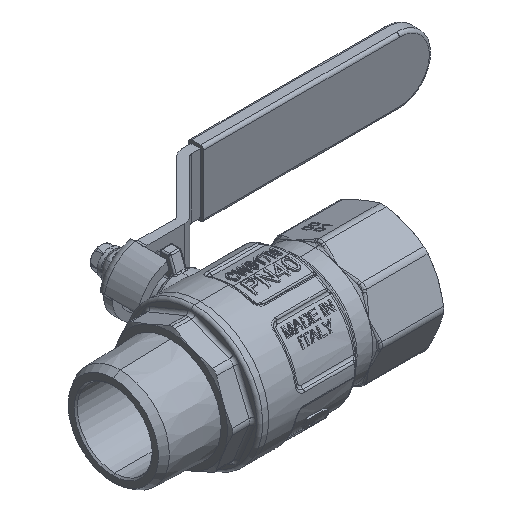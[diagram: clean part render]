
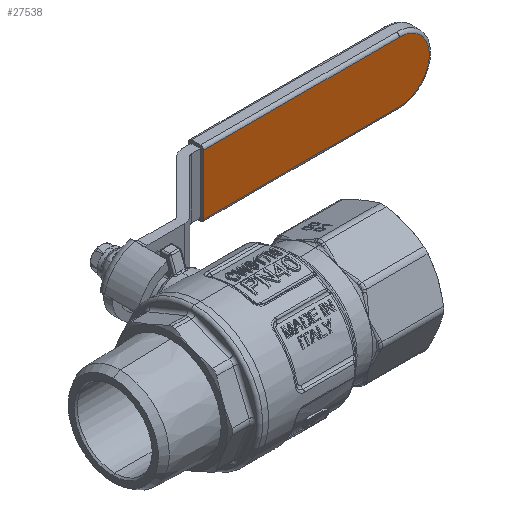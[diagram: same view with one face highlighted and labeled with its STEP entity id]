
A CAD part, isometric view. The second image highlights one B-rep face of the part: STEP entity #27538.
In plain terms, the highlighted planar face has unit normal (0, -1, 0).
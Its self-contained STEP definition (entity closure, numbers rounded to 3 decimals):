
#747 = CARTESIAN_POINT ( 'NONE',  ( 45.193, 55.8, -10. ) ) ;
#855 = CARTESIAN_POINT ( 'NONE',  ( 103.33, 55.8, -10. ) ) ;
#1014 = CARTESIAN_POINT ( 'NONE',  ( 110.305, 55.8, -6.837 ) ) ;
#1173 = CARTESIAN_POINT ( 'NONE',  ( 112.935, 55.8, 1.309 ) ) ;
#1314 = CARTESIAN_POINT ( 'NONE',  ( 108.011, 55.8, 8.678 ) ) ;
#3865 = CARTESIAN_POINT ( 'NONE',  ( 103., 55.8, 10. ) ) ;
#4215 = CARTESIAN_POINT ( 'NONE',  ( 38.527, 55.8, -10. ) ) ;
#4371 = CARTESIAN_POINT ( 'NONE',  ( 58.527, 55.8, -10. ) ) ;
#4637 = CARTESIAN_POINT ( 'NONE',  ( 110.943, 55.8, -6.083 ) ) ;
#4796 = CARTESIAN_POINT ( 'NONE',  ( 112.487, 55.8, 3.227 ) ) ;
#4953 = CARTESIAN_POINT ( 'NONE',  ( 106.533, 55.8, 9.361 ) ) ;
#5029 = ORIENTED_EDGE ( 'NONE', *, *, #23928, .T. ) ;
#7160 = EDGE_CURVE ( 'NONE', #17416, #22706, #25566, .T. ) ;
#7884 = CARTESIAN_POINT ( 'NONE',  ( 39.193, 55.8, -10. ) ) ;
#8032 = CARTESIAN_POINT ( 'NONE',  ( 79.86, 55.8, -10. ) ) ;
#8139 = CARTESIAN_POINT ( 'NONE',  ( 103.659, 55.8, -9.984 ) ) ;
#8297 = CARTESIAN_POINT ( 'NONE',  ( 111.679, 55.8, -5.008 ) ) ;
#8453 = CARTESIAN_POINT ( 'NONE',  ( 111.681, 55.8, 5.006 ) ) ;
#8609 = CARTESIAN_POINT ( 'NONE',  ( 105.596, 55.8, 9.663 ) ) ;
#10259 = VERTEX_POINT ( 'NONE', #30601 ) ;
#11121 = CARTESIAN_POINT ( 'NONE',  ( 96.332, 55.8, 10. ) ) ;
#11646 = CARTESIAN_POINT ( 'NONE',  ( 80.846, 55.8, -10. ) ) ;
#11756 = CARTESIAN_POINT ( 'NONE',  ( 104.641, 55.8, -9.87 ) ) ;
#11916 = CARTESIAN_POINT ( 'NONE',  ( 112.493, 55.8, -3.212 ) ) ;
#12071 = CARTESIAN_POINT ( 'NONE',  ( 110.936, 55.8, 6.092 ) ) ;
#12220 = CARTESIAN_POINT ( 'NONE',  ( 104.312, 55.8, 9.935 ) ) ;
#13411 = ORIENTED_EDGE ( 'NONE', *, *, #7160, .T. ) ;
#13880 = B_SPLINE_CURVE_WITH_KNOTS ( 'NONE', 3,
 ( #3865, #11121, #36331, #14749, #39970, #18354, #43629 ),
 .UNSPECIFIED., .F., .F.,
 ( 4, 3, 4 ),
 ( 0., 0.02, 0.065 ),
 .UNSPECIFIED. ) ;
#14749 = CARTESIAN_POINT ( 'NONE',  ( 82.995, 55.8, 10. ) ) ;
#15248 = CARTESIAN_POINT ( 'NONE',  ( 88.559, 55.8, -10. ) ) ;
#15362 = CARTESIAN_POINT ( 'NONE',  ( 106.231, 55.8, -9.486 ) ) ;
#15508 = CARTESIAN_POINT ( 'NONE',  ( 112.871, 55.8, -1.629 ) ) ;
#15653 = CARTESIAN_POINT ( 'NONE',  ( 110.303, 55.8, 6.839 ) ) ;
#15684 = CARTESIAN_POINT ( 'NONE',  ( 103., 55.8, 10. ) ) ;
#15809 = CARTESIAN_POINT ( 'NONE',  ( 103., 55.8, 10. ) ) ;
#16336 = EDGE_LOOP ( 'NONE', ( #34039, #13411, #46761, #5029 ) ) ;
#16947 = VECTOR ( 'NONE', #29507, 1000. ) ;
#17416 = VERTEX_POINT ( 'NONE', #38943 ) ;
#18354 = CARTESIAN_POINT ( 'NONE',  ( 52.905, 55.8, 10. ) ) ;
#18867 = CARTESIAN_POINT ( 'NONE',  ( 103., 55.8, -10. ) ) ;
#18978 = CARTESIAN_POINT ( 'NONE',  ( 108.021, 55.8, -8.672 ) ) ;
#18979 = PLANE ( 'NONE',  #26689 ) ;
#19139 = CARTESIAN_POINT ( 'NONE',  ( 112.984, 55.8, -0.653 ) ) ;
#19295 = CARTESIAN_POINT ( 'NONE',  ( 109.601, 55.8, 7.518 ) ) ;
#20120 = EDGE_CURVE ( 'NONE', #10259, #17416, #25447, .T. ) ;
#22366 = CARTESIAN_POINT ( 'NONE',  ( 42.527, 55.8, -10. ) ) ;
#22624 = CARTESIAN_POINT ( 'NONE',  ( 109.61, 55.8, -7.532 ) ) ;
#22626 = DIRECTION ( 'NONE',  ( 1., 0., 0. ) ) ;
#22706 = VERTEX_POINT ( 'NONE', #44898 ) ;
#22777 = CARTESIAN_POINT ( 'NONE',  ( 113., 55.8, 0.661 ) ) ;
#22926 = CARTESIAN_POINT ( 'NONE',  ( 108.831, 55.8, 8.13 ) ) ;
#23928 = EDGE_CURVE ( 'NONE', #43020, #10259, #13880, .T. ) ;
#25447 = LINE ( 'NONE', #32830, #16947 ) ;
#25566 = B_SPLINE_CURVE_WITH_KNOTS ( 'NONE', 3,
 ( #40318, #4215, #7884, #43995, #22366, #747, #26003, #4371, #29584, #8032, #33213, #11646, #36854, #15248, #40482, #18867 ),
 .UNSPECIFIED., .F., .F.,
 ( 4, 3, 3, 3, 3, 4 ),
 ( 0., 0.002, 0.01, 0.042, 0.043, 0.065 ),
 .UNSPECIFIED. ) ;
#26003 = CARTESIAN_POINT ( 'NONE',  ( 47.86, 55.8, -10. ) ) ;
#26106 = CARTESIAN_POINT ( 'NONE',  ( 103., 55.8, -10. ) ) ;
#26253 = CARTESIAN_POINT ( 'NONE',  ( 110.527, 55.8, -6.591 ) ) ;
#26410 = CARTESIAN_POINT ( 'NONE',  ( 112.68, 55.8, 2.59 ) ) ;
#26575 = CARTESIAN_POINT ( 'NONE',  ( 107.436, 55.8, 8.986 ) ) ;
#26689 = AXIS2_PLACEMENT_3D ( 'NONE', #33321, #44259, #22626 ) ;
#27538 = ADVANCED_FACE ( 'NONE', ( #41275 ), #18979, .T. ) ;
#29507 = DIRECTION ( 'NONE',  ( 0., 0., -1. ) ) ;
#29584 = CARTESIAN_POINT ( 'NONE',  ( 69.193, 55.8, -10. ) ) ;
#29850 = CARTESIAN_POINT ( 'NONE',  ( 111.137, 55.8, -5.821 ) ) ;
#30009 = CARTESIAN_POINT ( 'NONE',  ( 111.988, 55.8, 4.432 ) ) ;
#30161 = CARTESIAN_POINT ( 'NONE',  ( 106.225, 55.8, 9.471 ) ) ;
#30601 = CARTESIAN_POINT ( 'NONE',  ( 37.86, 55.8, 10. ) ) ;
#32830 = CARTESIAN_POINT ( 'NONE',  ( 37.86, 55.8, 11. ) ) ;
#33213 = CARTESIAN_POINT ( 'NONE',  ( 80.353, 55.8, -10. ) ) ;
#33320 = CARTESIAN_POINT ( 'NONE',  ( 104.314, 55.8, -9.919 ) ) ;
#33321 = CARTESIAN_POINT ( 'NONE',  ( 37.86, 55.8, 11. ) ) ;
#33480 = CARTESIAN_POINT ( 'NONE',  ( 111.988, 55.8, -4.433 ) ) ;
#33643 = CARTESIAN_POINT ( 'NONE',  ( 111.133, 55.8, 5.826 ) ) ;
#33801 = CARTESIAN_POINT ( 'NONE',  ( 105.275, 55.8, 9.743 ) ) ;
#34039 = ORIENTED_EDGE ( 'NONE', *, *, #20120, .T. ) ;
#36331 = CARTESIAN_POINT ( 'NONE',  ( 89.663, 55.8, 10. ) ) ;
#36854 = CARTESIAN_POINT ( 'NONE',  ( 81.339, 55.8, -10. ) ) ;
#36957 = CARTESIAN_POINT ( 'NONE',  ( 105.608, 55.8, -9.676 ) ) ;
#37113 = CARTESIAN_POINT ( 'NONE',  ( 112.681, 55.8, -2.587 ) ) ;
#37265 = CARTESIAN_POINT ( 'NONE',  ( 110.522, 55.8, 6.598 ) ) ;
#37417 = CARTESIAN_POINT ( 'NONE',  ( 103.66, 55.8, 10. ) ) ;
#37603 = B_SPLINE_CURVE_WITH_KNOTS ( 'NONE', 3,
 ( #26106, #855, #8139, #33320, #11756, #36957, #15362, #40595, #18978, #44258, #22624, #1014, #26253, #4637, #29850, #8297, #33480, #11916, #37113, #15508, #40758, #19139, #44418, #22777, #1173, #26410, #4796, #30009, #8453, #33643, #12071, #37265, #15653, #40907, #19295, #44571, #22926, #1314, #26575, #4953, #30161, #8609, #33801, #12220, #37417, #15809 ),
 .UNSPECIFIED., .F., .F.,
 ( 4, 2, 2, 2, 2, 2, 2, 2, 2, 2, 2, 2, 2, 2, 2, 2, 2, 2, 2, 2, 2, 2, 4 ),
 ( 0., 0.001, 0.002, 0.004, 0.006, 0.008, 0.009, 0.01, 0.012, 0.014, 0.015, 0.016, 0.018, 0.02, 0.022, 0.023, 0.024, 0.025, 0.026, 0.028, 0.029, 0.03, 0.032 ),
 .UNSPECIFIED. ) ;
#38943 = CARTESIAN_POINT ( 'NONE',  ( 37.86, 55.8, -10. ) ) ;
#39970 = CARTESIAN_POINT ( 'NONE',  ( 67.95, 55.8, 10. ) ) ;
#40156 = EDGE_CURVE ( 'NONE', #22706, #43020, #37603, .T. ) ;
#40318 = CARTESIAN_POINT ( 'NONE',  ( 37.86, 55.8, -10. ) ) ;
#40482 = CARTESIAN_POINT ( 'NONE',  ( 95.78, 55.8, -10. ) ) ;
#40595 = CARTESIAN_POINT ( 'NONE',  ( 107.435, 55.8, -8.986 ) ) ;
#40758 = CARTESIAN_POINT ( 'NONE',  ( 112.919, 55.8, -1.306 ) ) ;
#40907 = CARTESIAN_POINT ( 'NONE',  ( 109.843, 55.8, 7.3 ) ) ;
#41275 = FACE_OUTER_BOUND ( 'NONE', #16336, .T. ) ;
#43020 = VERTEX_POINT ( 'NONE', #15684 ) ;
#43629 = CARTESIAN_POINT ( 'NONE',  ( 37.86, 55.8, 10. ) ) ;
#43995 = CARTESIAN_POINT ( 'NONE',  ( 39.86, 55.8, -10. ) ) ;
#44258 = CARTESIAN_POINT ( 'NONE',  ( 109.107, 55.8, -7.945 ) ) ;
#44259 = DIRECTION ( 'NONE',  ( 0., -1., 0. ) ) ;
#44418 = CARTESIAN_POINT ( 'NONE',  ( 113., 55.8, -0.322 ) ) ;
#44571 = CARTESIAN_POINT ( 'NONE',  ( 109.096, 55.8, 7.933 ) ) ;
#44898 = CARTESIAN_POINT ( 'NONE',  ( 103., 55.8, -10. ) ) ;
#46761 = ORIENTED_EDGE ( 'NONE', *, *, #40156, .T. ) ;
